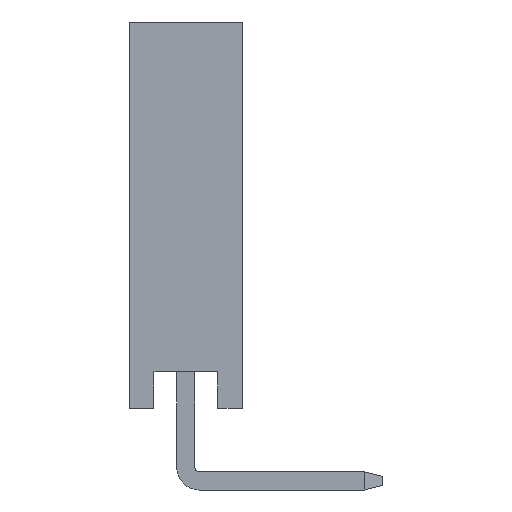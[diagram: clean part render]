
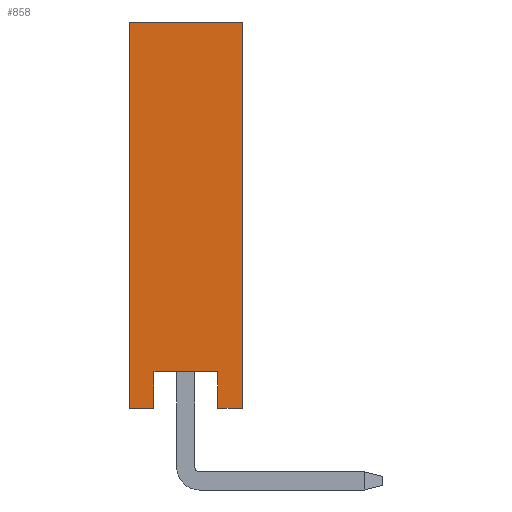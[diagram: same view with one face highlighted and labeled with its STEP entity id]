
A CAD part, left-side view. The second image highlights one B-rep face of the part: STEP entity #858.
In plain terms, the highlighted planar face has unit normal (-1, 0, 0).
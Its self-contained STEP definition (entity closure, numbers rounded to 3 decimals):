
#858 = ADVANCED_FACE( '', ( #1749 ), #1750, .F. );
#1749 = FACE_OUTER_BOUND( '', #2798, .T. );
#1750 = PLANE( '', #2799 );
#2798 = EDGE_LOOP( '', ( #4561, #4562, #4563, #4564, #4565, #4566, #4567, #4568 ) );
#2799 = AXIS2_PLACEMENT_3D( '', #4569, #4570, #4571 );
#4561 = ORIENTED_EDGE( '', *, *, #7036, .F. );
#4562 = ORIENTED_EDGE( '', *, *, #7152, .F. );
#4563 = ORIENTED_EDGE( '', *, *, #7153, .F. );
#4564 = ORIENTED_EDGE( '', *, *, #7154, .T. );
#4565 = ORIENTED_EDGE( '', *, *, #6763, .T. );
#4566 = ORIENTED_EDGE( '', *, *, #7155, .F. );
#4567 = ORIENTED_EDGE( '', *, *, #7156, .F. );
#4568 = ORIENTED_EDGE( '', *, *, #7157, .F. );
#4569 = CARTESIAN_POINT( '', ( -30.73, -1.25, 4.25 ) );
#4570 = DIRECTION( '', ( 1., 0., 0. ) );
#4571 = DIRECTION( '', ( 0., 0., -1. ) );
#6763 = EDGE_CURVE( '', #8147, #8151, #8153, .T. );
#7036 = EDGE_CURVE( '', #8587, #8588, #8589, .T. );
#7152 = EDGE_CURVE( '', #8759, #8587, #8760, .T. );
#7153 = EDGE_CURVE( '', #8761, #8759, #8762, .T. );
#7154 = EDGE_CURVE( '', #8761, #8147, #8763, .T. );
#7155 = EDGE_CURVE( '', #8764, #8151, #8765, .T. );
#7156 = EDGE_CURVE( '', #8766, #8764, #8767, .T. );
#7157 = EDGE_CURVE( '', #8588, #8766, #8768, .T. );
#8147 = VERTEX_POINT( '', #10090 );
#8151 = VERTEX_POINT( '', #10096 );
#8153 = LINE( '', #10099, #10100 );
#8587 = VERTEX_POINT( '', #10745 );
#8588 = VERTEX_POINT( '', #10746 );
#8589 = LINE( '', #10747, #10748 );
#8759 = VERTEX_POINT( '', #11005 );
#8760 = LINE( '', #11006, #11007 );
#8761 = VERTEX_POINT( '', #11008 );
#8762 = LINE( '', #11009, #11010 );
#8763 = LINE( '', #11011, #11012 );
#8764 = VERTEX_POINT( '', #11013 );
#8765 = LINE( '', #11014, #11015 );
#8766 = VERTEX_POINT( '', #11016 );
#8767 = LINE( '', #11017, #11018 );
#8768 = LINE( '', #11019, #11020 );
#10090 = CARTESIAN_POINT( '', ( -30.73, 1.25, 4.25 ) );
#10096 = CARTESIAN_POINT( '', ( -30.73, 1.25, -4.25 ) );
#10099 = CARTESIAN_POINT( '', ( -30.73, 1.25, 4.25 ) );
#10100 = VECTOR( '', #12320, 1000. );
#10745 = CARTESIAN_POINT( '', ( -30.73, -0.7, -4.25 ) );
#10746 = CARTESIAN_POINT( '', ( -30.73, -0.7, -3.45 ) );
#10747 = CARTESIAN_POINT( '', ( -30.73, -0.7, 4.25 ) );
#10748 = VECTOR( '', #12538, 1000. );
#11005 = CARTESIAN_POINT( '', ( -30.73, -1.25, -4.25 ) );
#11006 = CARTESIAN_POINT( '', ( -30.73, -1.25, -4.25 ) );
#11007 = VECTOR( '', #12626, 1000. );
#11008 = CARTESIAN_POINT( '', ( -30.73, -1.25, 4.25 ) );
#11009 = CARTESIAN_POINT( '', ( -30.73, -1.25, 4.25 ) );
#11010 = VECTOR( '', #12627, 1000. );
#11011 = CARTESIAN_POINT( '', ( -30.73, -1.25, 4.25 ) );
#11012 = VECTOR( '', #12628, 1000. );
#11013 = CARTESIAN_POINT( '', ( -30.73, 0.7, -4.25 ) );
#11014 = CARTESIAN_POINT( '', ( -30.73, -1.25, -4.25 ) );
#11015 = VECTOR( '', #12629, 1000. );
#11016 = CARTESIAN_POINT( '', ( -30.73, 0.7, -3.45 ) );
#11017 = CARTESIAN_POINT( '', ( -30.73, 0.7, 4.25 ) );
#11018 = VECTOR( '', #12630, 1000. );
#11019 = CARTESIAN_POINT( '', ( -30.73, -1.25, -3.45 ) );
#11020 = VECTOR( '', #12631, 1000. );
#12320 = DIRECTION( '', ( 0., 0., -1. ) );
#12538 = DIRECTION( '', ( 0., 0., 1. ) );
#12626 = DIRECTION( '', ( 0., 1., 0. ) );
#12627 = DIRECTION( '', ( 0., 0., -1. ) );
#12628 = DIRECTION( '', ( 0., 1., 0. ) );
#12629 = DIRECTION( '', ( 0., 1., 0. ) );
#12630 = DIRECTION( '', ( 0., 0., -1. ) );
#12631 = DIRECTION( '', ( 0., 1., 0. ) );
